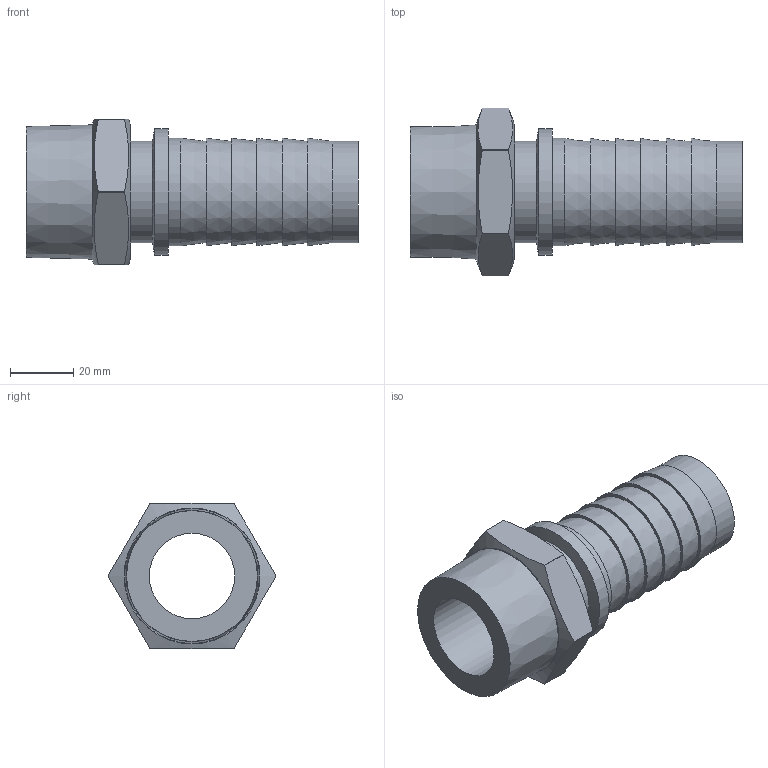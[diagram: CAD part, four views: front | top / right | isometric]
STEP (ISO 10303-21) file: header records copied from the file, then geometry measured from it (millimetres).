
FILE_DESCRIPTION(/* description */ (''),/* implementation_level */ '2;1');
FILE_NAME(/* name */ 'gtd_11432_st.stp',/* time_stamp */ '2019-02-26T14:30:12+01:00',/* author */ ('leitheußer'),/* organization */ (''),/* preprocessor_version */ 'ST-DEVELOPER v15.6',/* originating_system */ 'Autodesk Inventor LT ',/* authorisation */ '');
FILE_SCHEMA (('AUTOMOTIVE_DESIGN { 1 0 10303 214 3 1 1 }'));
Length unit declared in the file: millimetre
Products named in the file (1): 023224
Bounding box: 105 x 53.08 x 46 mm (x, y, z)
Volume: 53083.1 mm3; surface area: 24555.4 mm2
Topology: 1 solids, 1 shells, 38 faces, 82 edges, 54 vertices
Faces by surface type: plane 16, cone 11, cylinder 11
Full cylindrical faces by diameter (mm): 27 x1, 32 x2, 34 x1, 40 x1
Entity records: 938 total; most frequent: CARTESIAN_POINT 173, DIRECTION 164, ORIENTED_EDGE 122, AXIS2_PLACEMENT_3D 76, EDGE_LOOP 64, EDGE_CURVE 61, VERTEX_POINT 49, FACE_OUTER_BOUND 38
